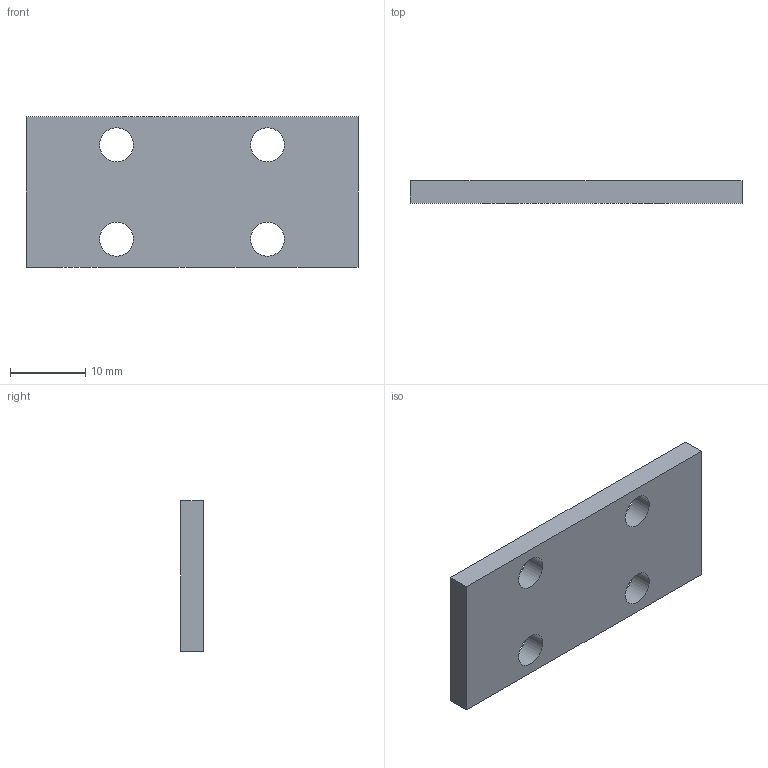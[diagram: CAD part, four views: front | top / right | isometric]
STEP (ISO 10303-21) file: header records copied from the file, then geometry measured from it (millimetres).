
FILE_DESCRIPTION(('FreeCAD Model'),'2;1');
FILE_NAME('Open CASCADE Shape Model','2024-04-15T01:12:19',(''),(''), 'Open CASCADE STEP processor 7.6','FreeCAD','Unknown');
FILE_SCHEMA(('AUTOMOTIVE_DESIGN { 1 0 10303 214 1 1 1 1 }'));
Length unit declared in the file: millimetre
Products named in the file (1): Body
Bounding box: 44 x 3 x 20 mm (x, y, z)
Volume: 2050.5 mm3; surface area: 2376.4 mm2
Topology: 1 solids, 1 shells, 52 faces, 142 edges, 92 vertices
Faces by surface type: plane 25, cone 9, cylinder 8, revolution 6, bspline 4
Full cylindrical faces by diameter (mm): 4.5 x4
Entity records: 1888 total; most frequent: CARTESIAN_POINT 560, ORIENTED_EDGE 284, DIRECTION 250, EDGE_CURVE 142, VERTEX_POINT 92, AXIS2_PLACEMENT_3D 84, LINE 76, VECTOR 76
